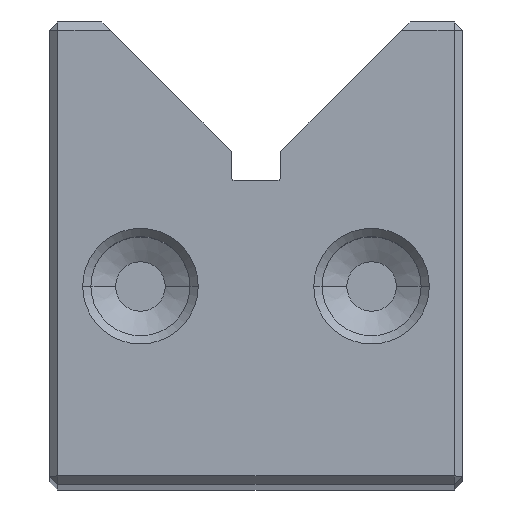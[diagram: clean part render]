
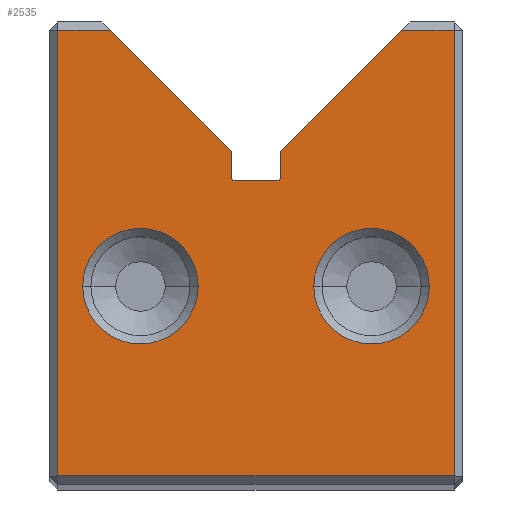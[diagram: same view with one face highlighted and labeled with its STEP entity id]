
A CAD part, top view. The second image highlights one B-rep face of the part: STEP entity #2535.
In plain terms, the highlighted planar face has unit normal (0, 0, 1).
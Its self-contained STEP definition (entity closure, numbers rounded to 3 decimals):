
#2535=ADVANCED_FACE('',(#3385,#3386,#3387),#2882,.F.);
#2882=PLANE('',#8742);
#3123=CIRCLE('',#8683,3.5);
#3125=CIRCLE('',#8686,3.5);
#3150=CIRCLE('',#8732,0.25);
#3151=CIRCLE('',#8735,0.25);
#3152=CIRCLE('',#8740,3.5);
#3153=CIRCLE('',#8741,3.5);
#3385=FACE_BOUND('',#3473,.T.);
#3386=FACE_BOUND('',#3474,.T.);
#3387=FACE_BOUND('',#3475,.T.);
#3473=EDGE_LOOP('',(#4211,#4212));
#3474=EDGE_LOOP('',(#4213,#4214));
#3475=EDGE_LOOP('',(#4215,#4216,#4217,#4218,#4219,#4220,#4221,#4222,#4223,
#4224,#4225,#4226));
#4211=ORIENTED_EDGE('',*,*,#6577,.T.);
#4212=ORIENTED_EDGE('',*,*,#6670,.T.);
#4213=ORIENTED_EDGE('',*,*,#6573,.T.);
#4214=ORIENTED_EDGE('',*,*,#6671,.T.);
#4215=ORIENTED_EDGE('',*,*,#6672,.T.);
#4216=ORIENTED_EDGE('',*,*,#6673,.T.);
#4217=ORIENTED_EDGE('',*,*,#6665,.T.);
#4218=ORIENTED_EDGE('',*,*,#6661,.T.);
#4219=ORIENTED_EDGE('',*,*,#6659,.T.);
#4220=ORIENTED_EDGE('',*,*,#6657,.T.);
#4221=ORIENTED_EDGE('',*,*,#6655,.T.);
#4222=ORIENTED_EDGE('',*,*,#6653,.T.);
#4223=ORIENTED_EDGE('',*,*,#6651,.T.);
#4224=ORIENTED_EDGE('',*,*,#6674,.T.);
#4225=ORIENTED_EDGE('',*,*,#6675,.T.);
#4226=ORIENTED_EDGE('',*,*,#6676,.T.);
#5957=VERTEX_POINT('',#11144);
#5958=VERTEX_POINT('',#11146);
#5961=VERTEX_POINT('',#11153);
#5962=VERTEX_POINT('',#11155);
#6015=VERTEX_POINT('',#11300);
#6016=VERTEX_POINT('',#11302);
#6017=VERTEX_POINT('',#11306);
#6018=VERTEX_POINT('',#11310);
#6019=VERTEX_POINT('',#11314);
#6020=VERTEX_POINT('',#11318);
#6021=VERTEX_POINT('',#11322);
#6024=VERTEX_POINT('',#11330);
#6027=VERTEX_POINT('',#11342);
#6028=VERTEX_POINT('',#11343);
#6029=VERTEX_POINT('',#11346);
#6030=VERTEX_POINT('',#11348);
#6573=EDGE_CURVE('',#5958,#5957,#3123,.T.);
#6577=EDGE_CURVE('',#5962,#5961,#3125,.T.);
#6651=EDGE_CURVE('',#6016,#6015,#7477,.T.);
#6653=EDGE_CURVE('',#6017,#6016,#7479,.T.);
#6655=EDGE_CURVE('',#6018,#6017,#3150,.T.);
#6657=EDGE_CURVE('',#6019,#6018,#7482,.T.);
#6659=EDGE_CURVE('',#6020,#6019,#3151,.T.);
#6661=EDGE_CURVE('',#6021,#6020,#7485,.T.);
#6665=EDGE_CURVE('',#6024,#6021,#7489,.T.);
#6670=EDGE_CURVE('',#5961,#5962,#3152,.T.);
#6671=EDGE_CURVE('',#5957,#5958,#3153,.T.);
#6672=EDGE_CURVE('',#6027,#6028,#7494,.T.);
#6673=EDGE_CURVE('',#6028,#6024,#7495,.T.);
#6674=EDGE_CURVE('',#6015,#6029,#7496,.T.);
#6675=EDGE_CURVE('',#6029,#6030,#7497,.T.);
#6676=EDGE_CURVE('',#6030,#6027,#7498,.T.);
#7477=LINE('',#11301,#8179);
#7479=LINE('',#11305,#8181);
#7482=LINE('',#11313,#8184);
#7485=LINE('',#11321,#8187);
#7489=LINE('',#11329,#8191);
#7494=LINE('',#11341,#8196);
#7495=LINE('',#11344,#8197);
#7496=LINE('',#11345,#8198);
#7497=LINE('',#11347,#8199);
#7498=LINE('',#11349,#8200);
#8179=VECTOR('',#9359,1.);
#8181=VECTOR('',#9363,1.);
#8184=VECTOR('',#9372,1.);
#8187=VECTOR('',#9381,1.);
#8191=VECTOR('',#9387,1.);
#8196=VECTOR('',#9400,1.);
#8197=VECTOR('',#9401,1.);
#8198=VECTOR('',#9402,1.);
#8199=VECTOR('',#9403,1.);
#8200=VECTOR('',#9404,1.);
#8683=AXIS2_PLACEMENT_3D('',#11145,#9214,#9215);
#8686=AXIS2_PLACEMENT_3D('',#11154,#9222,#9223);
#8732=AXIS2_PLACEMENT_3D('',#11309,#9367,#9368);
#8735=AXIS2_PLACEMENT_3D('',#11317,#9376,#9377);
#8740=AXIS2_PLACEMENT_3D('',#11339,#9396,#9397);
#8741=AXIS2_PLACEMENT_3D('',#11340,#9398,#9399);
#8742=AXIS2_PLACEMENT_3D('',#11350,#9405,#9406);
#9214=DIRECTION('',(0.,0.,-1.));
#9215=DIRECTION('',(-1.,0.,0.));
#9222=DIRECTION('',(0.,0.,-1.));
#9223=DIRECTION('',(-1.,0.,0.));
#9359=DIRECTION('',(-0.707,0.707,0.));
#9363=DIRECTION('',(0.,1.,0.));
#9367=DIRECTION('',(0.,0.,-1.));
#9368=DIRECTION('',(1.,0.,0.));
#9372=DIRECTION('',(-1.,0.,0.));
#9376=DIRECTION('',(0.,0.,-1.));
#9377=DIRECTION('',(-1.,0.,0.));
#9381=DIRECTION('',(0.,-1.,0.));
#9387=DIRECTION('',(-0.707,-0.707,0.));
#9396=DIRECTION('',(0.,0.,-1.));
#9397=DIRECTION('',(-1.,0.,0.));
#9398=DIRECTION('',(0.,0.,-1.));
#9399=DIRECTION('',(-1.,0.,0.));
#9400=DIRECTION('',(0.,1.,0.));
#9401=DIRECTION('',(-1.,0.,0.));
#9402=DIRECTION('',(-1.,0.,0.));
#9403=DIRECTION('',(0.,-1.,0.));
#9404=DIRECTION('',(1.,0.,0.));
#9405=DIRECTION('',(0.,0.,-1.));
#9406=DIRECTION('',(-1.,0.,0.));
#11144=CARTESIAN_POINT('',(-10.5,12.,0.));
#11145=CARTESIAN_POINT('',(-7.,12.,0.));
#11146=CARTESIAN_POINT('',(-3.5,12.,0.));
#11153=CARTESIAN_POINT('',(3.5,12.,0.));
#11154=CARTESIAN_POINT('',(7.,12.,0.));
#11155=CARTESIAN_POINT('',(10.5,12.,0.));
#11300=CARTESIAN_POINT('',(-8.828,27.5,0.));
#11301=CARTESIAN_POINT('',(-9.328,28.,0.));
#11302=CARTESIAN_POINT('',(-1.5,20.172,0.));
#11305=CARTESIAN_POINT('',(-1.5,20.172,0.));
#11306=CARTESIAN_POINT('',(-1.5,18.622,0.));
#11309=CARTESIAN_POINT('',(-1.25,18.622,0.));
#11310=CARTESIAN_POINT('',(-1.25,18.372,0.));
#11313=CARTESIAN_POINT('',(1.25,18.372,0.));
#11314=CARTESIAN_POINT('',(1.25,18.372,0.));
#11317=CARTESIAN_POINT('',(1.25,18.622,0.));
#11318=CARTESIAN_POINT('',(1.5,18.622,0.));
#11321=CARTESIAN_POINT('',(1.5,20.172,0.));
#11322=CARTESIAN_POINT('',(1.5,20.172,0.));
#11329=CARTESIAN_POINT('',(9.328,28.,0.));
#11330=CARTESIAN_POINT('',(8.828,27.5,0.));
#11339=CARTESIAN_POINT('',(7.,12.,0.));
#11340=CARTESIAN_POINT('',(-7.,12.,0.));
#11341=CARTESIAN_POINT('',(12.,28.,0.));
#11342=CARTESIAN_POINT('',(12.,0.5,0.));
#11343=CARTESIAN_POINT('',(12.,27.5,0.));
#11344=CARTESIAN_POINT('',(9.328,27.5,0.));
#11345=CARTESIAN_POINT('',(-12.5,27.5,0.));
#11346=CARTESIAN_POINT('',(-12.,27.5,0.));
#11347=CARTESIAN_POINT('',(-12.,0.,0.));
#11348=CARTESIAN_POINT('',(-12.,0.5,0.));
#11349=CARTESIAN_POINT('',(12.5,0.5,0.));
#11350=CARTESIAN_POINT('',(1.25,18.622,0.));
